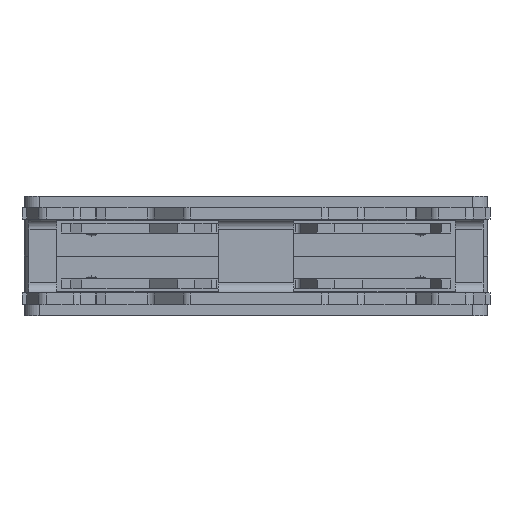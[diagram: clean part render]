
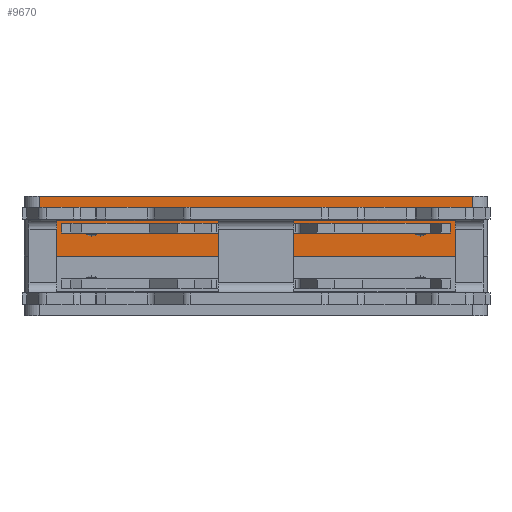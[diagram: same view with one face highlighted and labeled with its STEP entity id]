
A CAD part, front view. The second image highlights one B-rep face of the part: STEP entity #9670.
In plain terms, the highlighted face is planar.
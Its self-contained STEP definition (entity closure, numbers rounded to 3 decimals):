
#5980=CARTESIAN_POINT('',(-21.75,-14.8,6.));
#5990=VERTEX_POINT('',#5980);
#6020=CARTESIAN_POINT('',(0.,-14.8,6.));
#6030=DIRECTION('',(-1.,-0.,-0.));
#6040=VECTOR('',#6030,1.);
#6050=LINE('',#6020,#6040);
#6060=CARTESIAN_POINT('',(21.75,-14.8,6.));
#6070=VERTEX_POINT('',#6060);
#6080=EDGE_CURVE('',#6070,#5990,#6050,.T.);
#8640=CARTESIAN_POINT('',(-17.4,-14.8,-0.));
#8650=DIRECTION('',(0.,-1.,0.));
#8660=DIRECTION('',(1.,0.,0.));
#8670=AXIS2_PLACEMENT_3D('',#8640,#8650,#8660);
#8680=PLANE('',#8670);
#8690=CARTESIAN_POINT('',(0.,-14.8,-0.));
#8700=DIRECTION('',(1.,0.,0.));
#8710=VECTOR('',#8700,1.);
#8720=LINE('',#8690,#8710);
#8730=CARTESIAN_POINT('',(-21.75,-14.8,0.));
#8740=VERTEX_POINT('',#8730);
#8750=CARTESIAN_POINT('',(-2.55,-14.8,0.)
);
#8760=VERTEX_POINT('',#8750);
#8770=EDGE_CURVE('',#8740,#8760,#8720,.T.);
#8780=ORIENTED_EDGE('',*,*,#8770,.F.);
#8790=CARTESIAN_POINT('',(0.,-14.8,0.));
#8800=DIRECTION('',(0.,-1.,0.));
#8810=DIRECTION('',(-1.,0.,0.));
#8820=AXIS2_PLACEMENT_3D('',#8790,#8800,#8810);
#8830=CIRCLE('',#8820,2.55);
#8840=CARTESIAN_POINT('',(2.55,-14.8,0.))
;
#8850=VERTEX_POINT('',#8840);
#8860=EDGE_CURVE('',#8850,#8760,#8830,.T.);
#8870=ORIENTED_EDGE('',*,*,#8860,.T.);
#8880=CARTESIAN_POINT('',(21.75,-14.8,0.));
#8890=VERTEX_POINT('',#8880);
#8900=EDGE_CURVE('',#8850,#8890,#8720,.T.);
#8910=ORIENTED_EDGE('',*,*,#8900,.F.);
#8920=CARTESIAN_POINT('',(21.75,-14.8,0.));
#8930=DIRECTION('',(-0.,-0.,-1.));
#8940=VECTOR('',#8930,1.);
#8950=LINE('',#8920,#8940);
#8960=EDGE_CURVE('',#6070,#8890,#8950,.T.);
#8970=ORIENTED_EDGE('',*,*,#8960,.T.);
#8980=ORIENTED_EDGE('',*,*,#6080,.F.);
#8990=CARTESIAN_POINT('',(-21.75,-14.8,0.));
#9000=DIRECTION('',(0.,0.,1.));
#9010=VECTOR('',#9000,1.);
#9020=LINE('',#8990,#9010);
#9030=EDGE_CURVE('',#8740,#5990,#9020,.T.);
#9040=ORIENTED_EDGE('',*,*,#9030,.T.);
#9050=EDGE_LOOP('',(#9040,#8980,#8970,#8910,#8870,#8780));
#9060=FACE_OUTER_BOUND('',#9050,.T.);
#9070=CARTESIAN_POINT('',(0.,-14.8,2.3));
#9080=DIRECTION('',(1.,0.,0.));
#9090=VECTOR('',#9080,1.);
#9100=LINE('',#9070,#9090);
#9110=CARTESIAN_POINT('',(-19.5,-14.8,
2.3));
#9120=VERTEX_POINT('',#9110);
#9130=CARTESIAN_POINT('',(-2.3,-14.8,
2.3));
#9140=VERTEX_POINT('',#9130);
#9150=EDGE_CURVE('',#9120,#9140,#9100,.T.);
#9160=ORIENTED_EDGE('',*,*,#9150,.T.);
#9170=CARTESIAN_POINT('',(-19.5,-14.8,0.));
#9180=DIRECTION('',(0.,-0.,-1.));
#9190=VECTOR('',#9180,1.);
#9200=LINE('',#9170,#9190);
#9210=CARTESIAN_POINT('',(-19.5,-14.8,
3.3));
#9220=VERTEX_POINT('',#9210);
#9230=EDGE_CURVE('',#9220,#9120,#9200,.T.);
#9240=ORIENTED_EDGE('',*,*,#9230,.T.);
#9250=CARTESIAN_POINT('',(0.,-14.8,3.3));
#9260=DIRECTION('',(-1.,0.,0.));
#9270=VECTOR('',#9260,1.);
#9280=LINE('',#9250,#9270);
#9290=CARTESIAN_POINT('',(-2.3,-14.8,
3.3));
#9300=VERTEX_POINT('',#9290);
#9310=EDGE_CURVE('',#9300,#9220,#9280,.T.);
#9320=ORIENTED_EDGE('',*,*,#9310,.T.);
#9330=CARTESIAN_POINT('',(-2.3,-14.8,0.));
#9340=DIRECTION('',(-0.,0.,1.));
#9350=VECTOR('',#9340,1.);
#9360=LINE('',#9330,#9350);
#9370=EDGE_CURVE('',#9140,#9300,#9360,.T.);
#9380=ORIENTED_EDGE('',*,*,#9370,.T.);
#9390=EDGE_LOOP('',(#9380,#9320,#9240,#9160));
#9400=FACE_BOUND('',#9390,.T.);
#9410=CARTESIAN_POINT('',(2.3,-14.8,
2.3));
#9420=VERTEX_POINT('',#9410);
#9430=CARTESIAN_POINT('',(19.5,-14.8,
2.3));
#9440=VERTEX_POINT('',#9430);
#9450=EDGE_CURVE('',#9420,#9440,#9100,.T.);
#9460=ORIENTED_EDGE('',*,*,#9450,.T.);
#9470=CARTESIAN_POINT('',(2.3,-14.8,0.));
#9480=DIRECTION('',(0.,-0.,-1.));
#9490=VECTOR('',#9480,1.);
#9500=LINE('',#9470,#9490);
#9510=CARTESIAN_POINT('',(2.3,-14.8,
3.3));
#9520=VERTEX_POINT('',#9510);
#9530=EDGE_CURVE('',#9520,#9420,#9500,.T.);
#9540=ORIENTED_EDGE('',*,*,#9530,.T.);
#9550=CARTESIAN_POINT('',(19.5,-14.8,
3.3));
#9560=VERTEX_POINT('',#9550);
#9570=EDGE_CURVE('',#9560,#9520,#9280,.T.);
#9580=ORIENTED_EDGE('',*,*,#9570,.T.);
#9590=CARTESIAN_POINT('',(19.5,-14.8,0.));
#9600=DIRECTION('',(-0.,0.,1.));
#9610=VECTOR('',#9600,1.);
#9620=LINE('',#9590,#9610);
#9630=EDGE_CURVE('',#9440,#9560,#9620,.T.);
#9640=ORIENTED_EDGE('',*,*,#9630,.T.);
#9650=EDGE_LOOP('',(#9640,#9580,#9540,#9460));
#9660=FACE_BOUND('',#9650,.T.);
#9670=ADVANCED_FACE('',(#9060,#9400,#9660),#8680,.F.);
